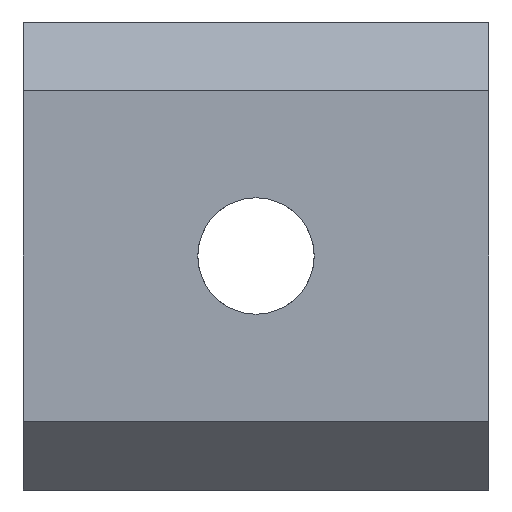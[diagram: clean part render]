
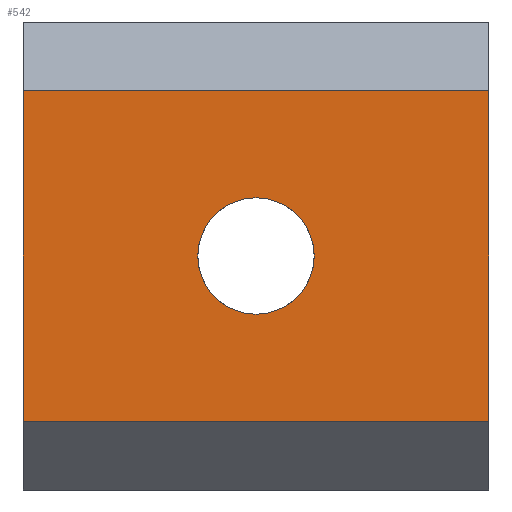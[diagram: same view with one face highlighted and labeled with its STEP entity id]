
A CAD part, front view. The second image highlights one B-rep face of the part: STEP entity #542.
In plain terms, the highlighted planar face has unit normal (0, -1, 0).
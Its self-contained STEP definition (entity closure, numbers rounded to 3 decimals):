
#5 = EDGE_LOOP ( 'NONE', ( #609, #23, #261, #503 ) ) ;
#18 = VECTOR ( 'NONE', #248, 1000. ) ;
#23 = ORIENTED_EDGE ( 'NONE', *, *, #541, .T. ) ;
#57 = VERTEX_POINT ( 'NONE', #701 ) ;
#64 = DIRECTION ( 'NONE',  ( 1., 0., 0. ) ) ;
#65 = DIRECTION ( 'NONE',  ( 0., 1., 0. ) ) ;
#68 = VECTOR ( 'NONE', #284, 1000. ) ;
#72 = CARTESIAN_POINT ( 'NONE',  ( 0., -10.6, 0. ) ) ;
#85 = CARTESIAN_POINT ( 'NONE',  ( -10., -10.6, 7.1 ) ) ;
#91 = VERTEX_POINT ( 'NONE', #163 ) ;
#99 = AXIS2_PLACEMENT_3D ( 'NONE', #498, #318, #369 ) ;
#115 = EDGE_CURVE ( 'NONE', #91, #57, #434, .T. ) ;
#116 = CARTESIAN_POINT ( 'NONE',  ( -10., -10.6, -7.1 ) ) ;
#142 = EDGE_CURVE ( 'NONE', #593, #540, #557, .T. ) ;
#163 = CARTESIAN_POINT ( 'NONE',  ( 0., -10.6, -2.5 ) ) ;
#176 = EDGE_CURVE ( 'NONE', #191, #593, #497, .T. ) ;
#191 = VERTEX_POINT ( 'NONE', #116 ) ;
#234 = VECTOR ( 'NONE', #64, 1000. ) ;
#242 = DIRECTION ( 'NONE',  ( 0., 0., 1. ) ) ;
#248 = DIRECTION ( 'NONE',  ( -1., 0., 0. ) ) ;
#257 = DIRECTION ( 'NONE',  ( 0., 1., 0. ) ) ;
#261 = ORIENTED_EDGE ( 'NONE', *, *, #176, .T. ) ;
#284 = DIRECTION ( 'NONE',  ( 0., 0., -1. ) ) ;
#287 = EDGE_LOOP ( 'NONE', ( #547, #326 ) ) ;
#306 = FACE_OUTER_BOUND ( 'NONE', #5, .T. ) ;
#318 = DIRECTION ( 'NONE',  ( 0., -1., 0. ) ) ;
#320 = VERTEX_POINT ( 'NONE', #349 ) ;
#326 = ORIENTED_EDGE ( 'NONE', *, *, #115, .T. ) ;
#344 = VECTOR ( 'NONE', #405, 1000. ) ;
#345 = CIRCLE ( 'NONE', #484, 2.5 ) ;
#347 = CARTESIAN_POINT ( 'NONE',  ( 10., -10.6, -7.1 ) ) ;
#349 = CARTESIAN_POINT ( 'NONE',  ( -10., -10.6, 7.1 ) ) ;
#369 = DIRECTION ( 'NONE',  ( 0., 0., -1. ) ) ;
#394 = EDGE_CURVE ( 'NONE', #540, #320, #688, .T. ) ;
#404 = CARTESIAN_POINT ( 'NONE',  ( -10., -10.6, -7.1 ) ) ;
#405 = DIRECTION ( 'NONE',  ( 0., 0., 1. ) ) ;
#410 = CARTESIAN_POINT ( 'NONE',  ( 10., -10.6, 7.1 ) ) ;
#419 = PLANE ( 'NONE',  #99 ) ;
#421 = DIRECTION ( 'NONE',  ( 0., 0., 1. ) ) ;
#434 = CIRCLE ( 'NONE', #615, 2.5 ) ;
#476 = CARTESIAN_POINT ( 'NONE',  ( 0., -10.6, 0. ) ) ;
#484 = AXIS2_PLACEMENT_3D ( 'NONE', #476, #257, #421 ) ;
#497 = LINE ( 'NONE', #404, #234 ) ;
#498 = CARTESIAN_POINT ( 'NONE',  ( -10., -10.6, 7.1 ) ) ;
#503 = ORIENTED_EDGE ( 'NONE', *, *, #142, .T. ) ;
#512 = EDGE_CURVE ( 'NONE', #57, #91, #345, .T. ) ;
#517 = LINE ( 'NONE', #85, #68 ) ;
#540 = VERTEX_POINT ( 'NONE', #623 ) ;
#541 = EDGE_CURVE ( 'NONE', #320, #191, #517, .T. ) ;
#542 = ADVANCED_FACE ( 'NONE', ( #306, #629 ), #419, .T. ) ;
#547 = ORIENTED_EDGE ( 'NONE', *, *, #512, .T. ) ;
#557 = LINE ( 'NONE', #347, #344 ) ;
#585 = CARTESIAN_POINT ( 'NONE',  ( 10., -10.6, -7.1 ) ) ;
#593 = VERTEX_POINT ( 'NONE', #585 ) ;
#609 = ORIENTED_EDGE ( 'NONE', *, *, #394, .T. ) ;
#615 = AXIS2_PLACEMENT_3D ( 'NONE', #72, #65, #242 ) ;
#623 = CARTESIAN_POINT ( 'NONE',  ( 10., -10.6, 7.1 ) ) ;
#629 = FACE_BOUND ( 'NONE', #287, .T. ) ;
#688 = LINE ( 'NONE', #410, #18 ) ;
#701 = CARTESIAN_POINT ( 'NONE',  ( 0., -10.6, 2.5 ) ) ;
